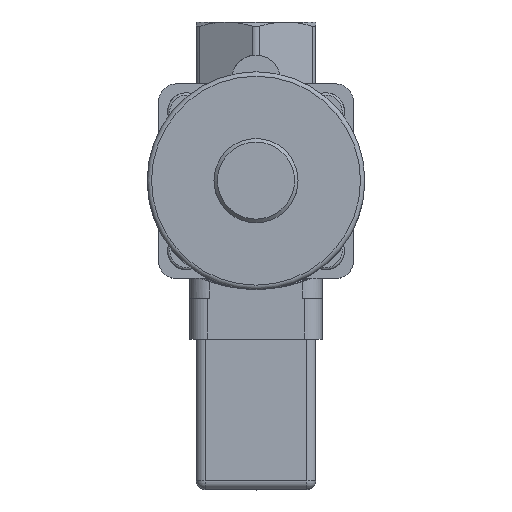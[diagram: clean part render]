
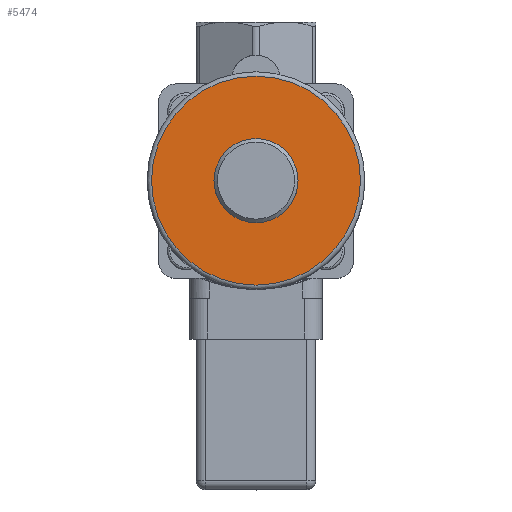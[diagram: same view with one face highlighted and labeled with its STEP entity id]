
A CAD part, top view. The second image highlights one B-rep face of the part: STEP entity #5474.
In plain terms, the highlighted planar face has unit normal (0, 0, 1).
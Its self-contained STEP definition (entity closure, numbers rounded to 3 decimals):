
#1046=PLANE('',#5930);
#1125=FACE_BOUND('',#1637,.T.);
#1265=FACE_OUTER_BOUND('',#1636,.T.);
#1636=EDGE_LOOP('',(#4146));
#1637=EDGE_LOOP('',(#4147));
#1994=CIRCLE('',#5931,23.6);
#1995=CIRCLE('',#5932,8.7);
#2400=VERTEX_POINT('',#11211);
#2401=VERTEX_POINT('',#11213);
#3027=EDGE_CURVE('',#2400,#2400,#1994,.T.);
#3028=EDGE_CURVE('',#2401,#2401,#1995,.T.);
#4146=ORIENTED_EDGE('',*,*,#3027,.F.);
#4147=ORIENTED_EDGE('',*,*,#3028,.F.);
#5474=ADVANCED_FACE('',(#1265,#1125),#1046,.T.);
#5930=AXIS2_PLACEMENT_3D('',#11210,#6975,#6976);
#5931=AXIS2_PLACEMENT_3D('',#11212,#6977,#6978);
#5932=AXIS2_PLACEMENT_3D('',#11214,#6979,#6980);
#6975=DIRECTION('center_axis',(0.,0.,
1.));
#6976=DIRECTION('ref_axis',(1.,0.,0.));
#6977=DIRECTION('center_axis',(0.,0.,
-1.));
#6978=DIRECTION('ref_axis',(0.,1.,0.));
#6979=DIRECTION('center_axis',(0.,0.,
1.));
#6980=DIRECTION('ref_axis',(0.,-1.,0.));
#11210=CARTESIAN_POINT('Origin',(0.,12.325,99.1));
#11211=CARTESIAN_POINT('',(0.,21.1,99.1));
#11212=CARTESIAN_POINT('Origin',(0.,-2.5,
99.1));
#11213=CARTESIAN_POINT('',(0.,6.2,99.1));
#11214=CARTESIAN_POINT('Origin',(0.,-2.5,
99.1));
